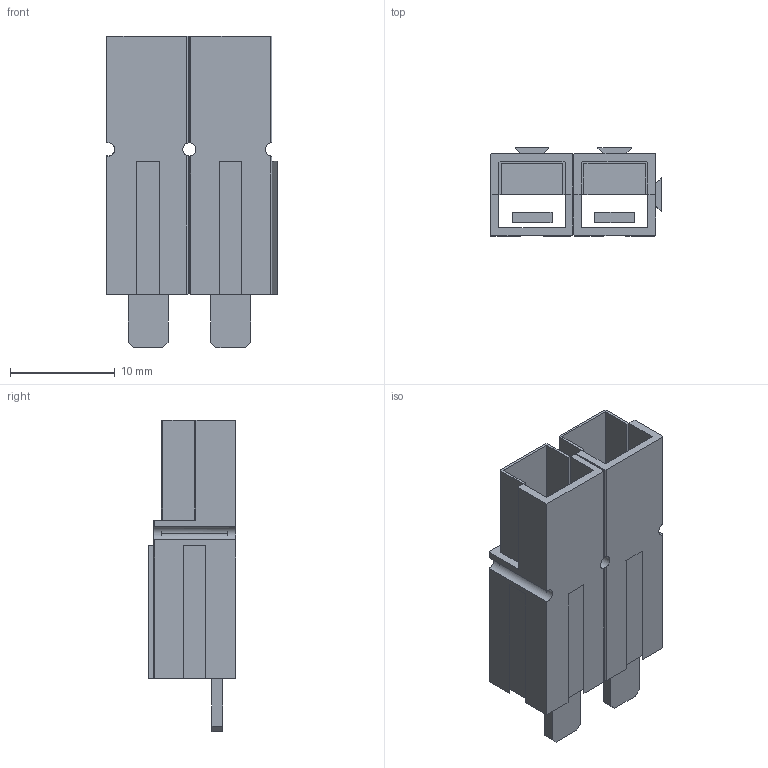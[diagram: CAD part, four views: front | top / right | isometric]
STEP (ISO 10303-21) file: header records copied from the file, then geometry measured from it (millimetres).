
FILE_DESCRIPTION(/* description */ (''),/* implementation_level */ '2;1');
FILE_NAME(/* name */ 'PowerPoles.stp',/* time_stamp */ '2014-03-14T13:10:56-04:00',/* author */ ('Bail'),/* organization */ (''),/* preprocessor_version */ 'ST-DEVELOPER v15.2',/* originating_system */ 'Autodesk Inventor 2014',/* authorisation */ '');
FILE_SCHEMA (('AUTOMOTIVE_DESIGN { 1 0 10303 214 3 1 1 }'));
Length unit declared in the file: inch
Products named in the file (1): PowerPoles
Bounding box: 16.26 x 8.38 x 29.72 mm (x, y, z)
Volume: 956.8 mm3; surface area: 2955.6 mm2
Topology: 3 solids, 3 shells, 128 faces, 352 edges, 226 vertices
Faces by surface type: plane 125, cylinder 3
Full cylindrical faces by diameter (mm): 1.27 x1
Entity records: 4135 total; most frequent: ORIENTED_EDGE 712, CARTESIAN_POINT 706, DIRECTION 635, EDGE_CURVE 351, LINE 325, VECTOR 325, VERTEX_POINT 226, AXIS2_PLACEMENT_3D 155
